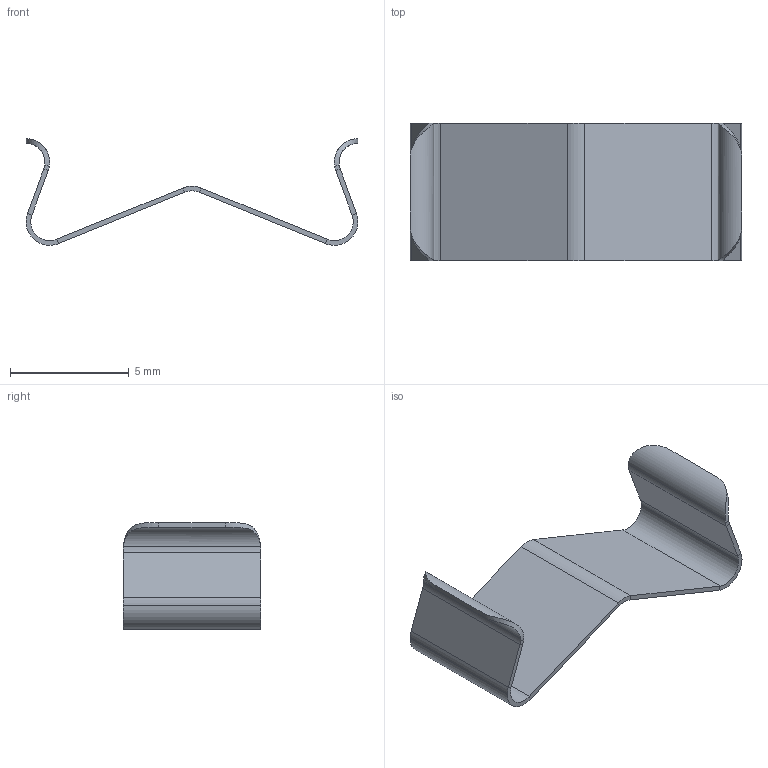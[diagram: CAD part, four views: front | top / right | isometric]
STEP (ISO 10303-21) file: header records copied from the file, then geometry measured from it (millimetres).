
FILE_DESCRIPTION(('STEP AP214'),'1');
FILE_NAME('cctmp_21304F9B-2928-46EB-9C05-864A58BD127D_2020_5_5_11_7_38_605..stp','2020-05-05T09:07:38',('Bosch Rexroth AG'),('CADClick - www.CADClick.com'),'Spatial InterOp 3D',' ','unknown authorization - (Healing Option Enabled)');
FILE_SCHEMA(('AUTOMOTIVE_DESIGN'));
Length unit declared in the file: millimetre
Products named in the file (1): 2020_05_05__11-07-38-605
Bounding box: 14 x 5.8 x 4.5 mm (x, y, z)
Volume: 27.2 mm3; surface area: 283.5 mm2
Topology: 1 solids, 1 shells, 50 faces, 112 edges, 64 vertices
Faces by surface type: plane 28, cylinder 18, bspline 4
Entity records: 2204 total; most frequent: CARTESIAN_POINT 703, ORIENTED_EDGE 224, DIRECTION 218, EDGE_CURVE 112, AXIS2_PLACEMENT_3D 75, LINE 68, VECTOR 68, VERTEX_POINT 64
